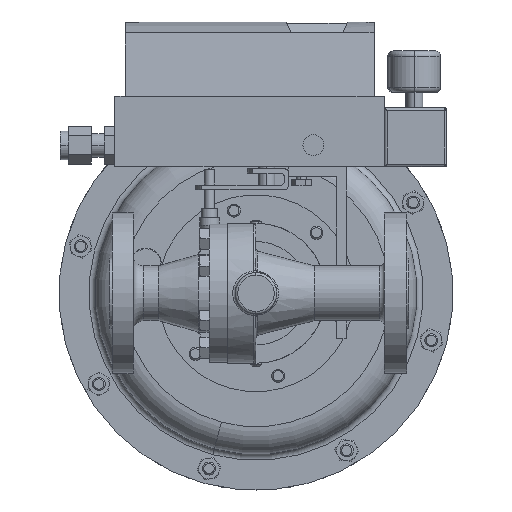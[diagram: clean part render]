
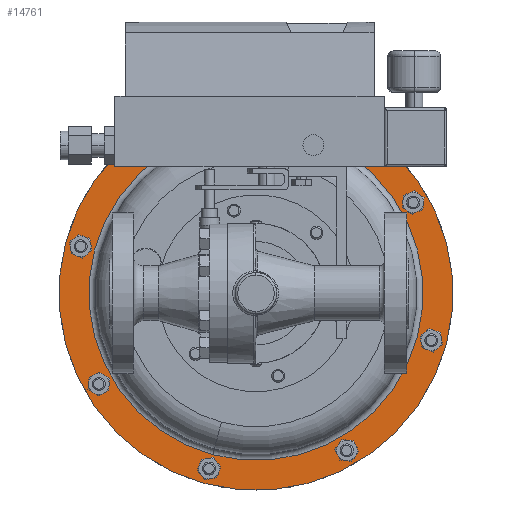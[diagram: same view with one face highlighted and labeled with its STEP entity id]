
A CAD part, front view. The second image highlights one B-rep face of the part: STEP entity #14761.
In plain terms, the highlighted planar face has unit normal (0, -1, 0).
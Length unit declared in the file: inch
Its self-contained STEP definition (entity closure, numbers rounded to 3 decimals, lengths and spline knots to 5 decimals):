
#162 = CARTESIAN_POINT ( 'NONE',  ( 1.22939, 7.4725, 4.58815 ) ) ;
#745 = CIRCLE ( 'NONE', #16025, 4.75 ) ;
#1199 = DIRECTION ( 'NONE',  ( -0.259, 0., -0.966 ) ) ;
#2624 = ORIENTED_EDGE ( 'NONE', *, *, #18165, .T. ) ;
#3098 = DIRECTION ( 'NONE',  ( 0., 1., 0. ) ) ;
#3401 = EDGE_CURVE ( 'NONE', #26944, #28134, #745, .T. ) ;
#4291 = CARTESIAN_POINT ( 'NONE',  ( 1.04278, 7.4725, 3.89172 ) ) ;
#4509 = DIRECTION ( 'NONE',  ( 0., 1., 0. ) ) ;
#4685 = AXIS2_PLACEMENT_3D ( 'NONE', #20694, #13247, #30560 ) ;
#4976 = AXIS2_PLACEMENT_3D ( 'NONE', #30807, #16018, #1199 ) ;
#8377 = CARTESIAN_POINT ( 'NONE',  ( 0., 7.4725, 0. ) ) ;
#8512 = EDGE_LOOP ( 'NONE', ( #17632, #2624 ) ) ;
#10759 = PLANE ( 'NONE',  #4685 ) ;
#10865 = DIRECTION ( 'NONE',  ( -0.259, 0., -0.966 ) ) ;
#10945 = AXIS2_PLACEMENT_3D ( 'NONE', #17943, #3098, #20482 ) ;
#13247 = DIRECTION ( 'NONE',  ( 0., -1., 0. ) ) ;
#13891 = VERTEX_POINT ( 'NONE', #4291 ) ;
#14328 = ORIENTED_EDGE ( 'NONE', *, *, #21800, .F. ) ;
#14761 = ADVANCED_FACE ( 'NONE', ( #27555, #26798 ), #10759, .T. ) ;
#16018 = DIRECTION ( 'NONE',  ( 0., 1., 0. ) ) ;
#16025 = AXIS2_PLACEMENT_3D ( 'NONE', #19375, #4509, #21897 ) ;
#17632 = ORIENTED_EDGE ( 'NONE', *, *, #17790, .T. ) ;
#17790 = EDGE_CURVE ( 'NONE', #29295, #13891, #29214, .T. ) ;
#17943 = CARTESIAN_POINT ( 'NONE',  ( 0., 7.4725, 0. ) ) ;
#18165 = EDGE_CURVE ( 'NONE', #13891, #29295, #18385, .T. ) ;
#18385 = CIRCLE ( 'NONE', #10945, 4.029 ) ;
#19375 = CARTESIAN_POINT ( 'NONE',  ( 0., 7.4725, 0. ) ) ;
#20482 = DIRECTION ( 'NONE',  ( -0.259, 0., -0.966 ) ) ;
#20694 = CARTESIAN_POINT ( 'NONE',  ( -4.58815, 7.4725, 1.22939 ) ) ;
#21800 = EDGE_CURVE ( 'NONE', #28134, #26944, #23240, .T. ) ;
#21897 = DIRECTION ( 'NONE',  ( -0.259, 0., -0.966 ) ) ;
#23240 = CIRCLE ( 'NONE', #26627, 4.75 ) ;
#25741 = DIRECTION ( 'NONE',  ( 0., 1., 0. ) ) ;
#26616 = CARTESIAN_POINT ( 'NONE',  ( -1.22939, 7.4725, -4.58815 ) ) ;
#26627 = AXIS2_PLACEMENT_3D ( 'NONE', #8377, #25741, #10865 ) ;
#26798 = FACE_OUTER_BOUND ( 'NONE', #26867, .T. ) ;
#26867 = EDGE_LOOP ( 'NONE', ( #28801, #14328 ) ) ;
#26944 = VERTEX_POINT ( 'NONE', #26616 ) ;
#27555 = FACE_BOUND ( 'NONE', #8512, .T. ) ;
#28134 = VERTEX_POINT ( 'NONE', #162 ) ;
#28801 = ORIENTED_EDGE ( 'NONE', *, *, #3401, .F. ) ;
#29214 = CIRCLE ( 'NONE', #4976, 4.029 ) ;
#29295 = VERTEX_POINT ( 'NONE', #31687 ) ;
#30560 = DIRECTION ( 'NONE',  ( 0.259, 0., 0.966 ) ) ;
#30807 = CARTESIAN_POINT ( 'NONE',  ( 0., 7.4725, 0. ) ) ;
#31687 = CARTESIAN_POINT ( 'NONE',  ( -1.04278, 7.4725, -3.89172 ) ) ;
